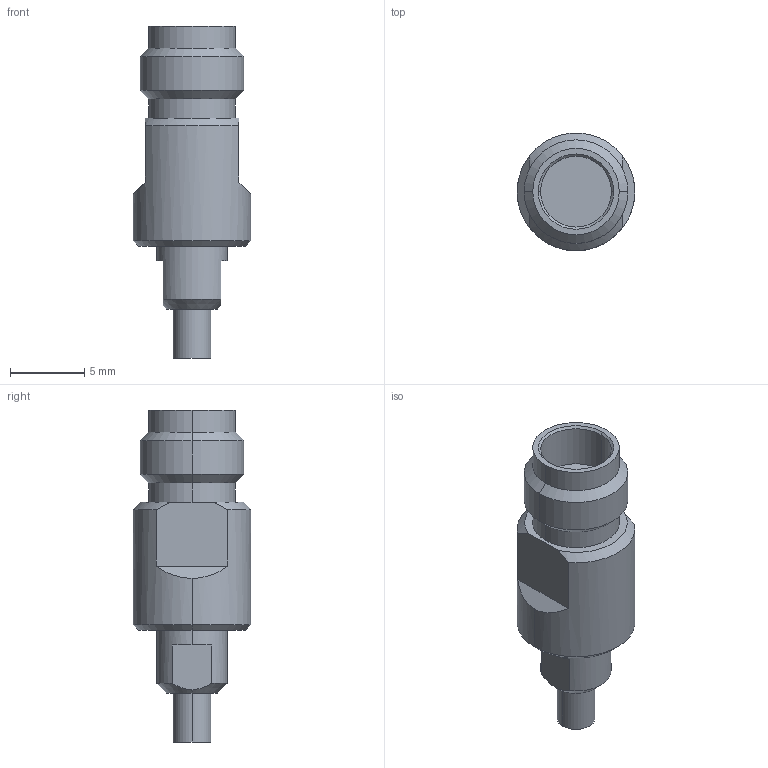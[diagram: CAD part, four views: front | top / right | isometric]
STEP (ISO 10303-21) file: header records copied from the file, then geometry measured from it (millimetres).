
FILE_DESCRIPTION (( 'STEP AP214' ), '1' );
FILE_NAME ('SF1116-6021.STEP', '2017-05-05T17:49:12', ( '' ), ( '' ), 'SwSTEP 2.0', 'SolidWorks 2016', '' );
FILE_SCHEMA (( 'AUTOMOTIVE_DESIGN' ));
Length unit declared in the file: inch
Products named in the file (1): SF1116-6021
Bounding box: 7.95 x 7.95 x 22.43 mm (x, y, z)
Volume: 627.6 mm3; surface area: 566.2 mm2
Topology: 1 solids, 1 shells, 60 faces, 130 edges, 78 vertices
Faces by surface type: cylinder 22, cone 20, plane 16, torus 2
Entity records: 2457 total; most frequent: CARTESIAN_POINT 317, DIRECTION 304, ORIENTED_EDGE 260, EDGE_CURVE 130, AXIS2_PLACEMENT_3D 125, VERTEX_POINT 78, EDGE_LOOP 66, CIRCLE 64
